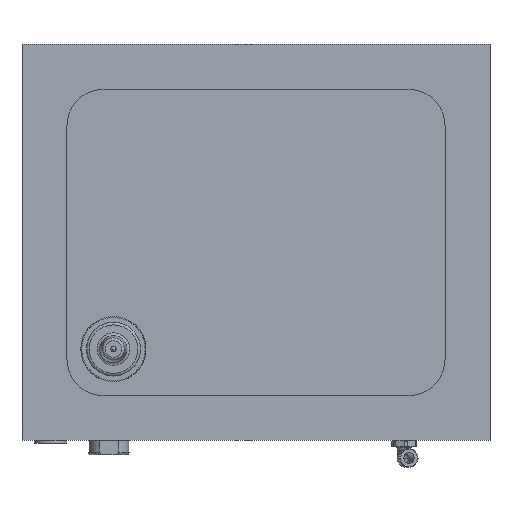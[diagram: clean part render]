
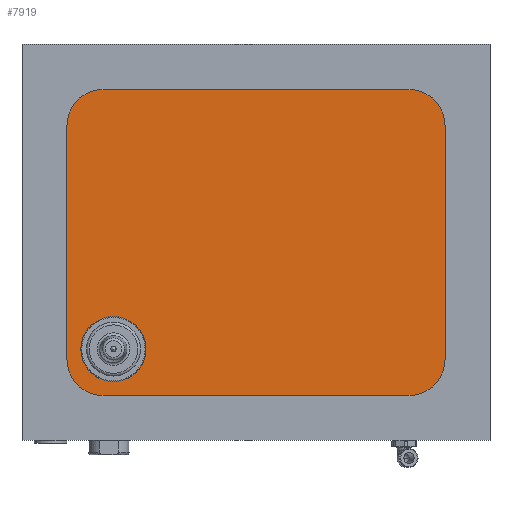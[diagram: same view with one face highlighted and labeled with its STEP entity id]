
A CAD part, front view. The second image highlights one B-rep face of the part: STEP entity #7919.
In plain terms, the highlighted planar face has unit normal (0, -1, 0).
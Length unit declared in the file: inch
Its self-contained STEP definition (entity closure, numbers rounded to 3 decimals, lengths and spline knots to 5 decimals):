
#167=LINE('',#11690,#965);
#169=LINE('',#11695,#967);
#172=LINE('',#11701,#970);
#176=LINE('',#11708,#974);
#965=VECTOR('',#9305,5.11811);
#967=VECTOR('',#9309,6.69291);
#970=VECTOR('',#9314,5.11811);
#974=VECTOR('',#9320,6.69291);
#1902=PLANE('',#8396);
#2152=FACE_BOUND('',#2732,.T.);
#2267=FACE_OUTER_BOUND('',#2731,.T.);
#2731=EDGE_LOOP('',(#5630,#5631,#5632,#5633,#5634,#5635,#5636,#5637));
#2732=EDGE_LOOP('',(#5638));
#3188=CIRCLE('',#8318,0.59);
#3216=CIRCLE('',#8397,0.7874);
#3217=CIRCLE('',#8398,0.7874);
#3218=CIRCLE('',#8399,0.7874);
#3219=CIRCLE('',#8400,0.7874);
#3508=VERTEX_POINT('',#11430);
#3577=VERTEX_POINT('',#11687);
#3578=VERTEX_POINT('',#11689);
#3579=VERTEX_POINT('',#11693);
#3580=VERTEX_POINT('',#11694);
#3581=VERTEX_POINT('',#11699);
#3582=VERTEX_POINT('',#11700);
#3583=VERTEX_POINT('',#11705);
#3584=VERTEX_POINT('',#11707);
#4291=EDGE_CURVE('',#3508,#3508,#3188,.T.);
#4385=EDGE_CURVE('',#3578,#3577,#167,.T.);
#4387=EDGE_CURVE('',#3579,#3580,#169,.T.);
#4390=EDGE_CURVE('',#3581,#3582,#172,.T.);
#4394=EDGE_CURVE('',#3584,#3583,#176,.T.);
#4396=EDGE_CURVE('',#3583,#3581,#3216,.T.);
#4397=EDGE_CURVE('',#3582,#3579,#3217,.T.);
#4398=EDGE_CURVE('',#3580,#3578,#3218,.T.);
#4399=EDGE_CURVE('',#3577,#3584,#3219,.T.);
#5630=ORIENTED_EDGE('',*,*,#4394,.T.);
#5631=ORIENTED_EDGE('',*,*,#4396,.T.);
#5632=ORIENTED_EDGE('',*,*,#4390,.T.);
#5633=ORIENTED_EDGE('',*,*,#4397,.T.);
#5634=ORIENTED_EDGE('',*,*,#4387,.T.);
#5635=ORIENTED_EDGE('',*,*,#4398,.T.);
#5636=ORIENTED_EDGE('',*,*,#4385,.T.);
#5637=ORIENTED_EDGE('',*,*,#4399,.T.);
#5638=ORIENTED_EDGE('',*,*,#4291,.T.);
#7919=ADVANCED_FACE('',(#2267,#2152),#1902,.F.);
#8318=AXIS2_PLACEMENT_3D('',#11431,#9092,#9093);
#8396=AXIS2_PLACEMENT_3D('',#11710,#9322,#9323);
#8397=AXIS2_PLACEMENT_3D('',#11711,#9324,#9325);
#8398=AXIS2_PLACEMENT_3D('',#11712,#9326,#9327);
#8399=AXIS2_PLACEMENT_3D('',#11713,#9328,#9329);
#8400=AXIS2_PLACEMENT_3D('',#11714,#9330,#9331);
#9092=DIRECTION('center_axis',(0.,1.,0.));
#9093=DIRECTION('ref_axis',(-1.,0.,0.));
#9305=DIRECTION('',(0.,0.,-1.));
#9309=DIRECTION('',(-1.,0.,0.));
#9314=DIRECTION('',(0.,0.,1.));
#9320=DIRECTION('',(1.,0.,0.));
#9322=DIRECTION('center_axis',(0.,1.,0.));
#9323=DIRECTION('ref_axis',(0.,0.,1.));
#9324=DIRECTION('center_axis',(0.,-1.,0.));
#9325=DIRECTION('ref_axis',(0.,0.,1.));
#9326=DIRECTION('center_axis',(0.,-1.,0.));
#9327=DIRECTION('ref_axis',(0.,0.,1.));
#9328=DIRECTION('center_axis',(0.,-1.,0.));
#9329=DIRECTION('ref_axis',(0.,0.,1.));
#9330=DIRECTION('center_axis',(0.,-1.,0.));
#9331=DIRECTION('ref_axis',(0.,0.,1.));
#11430=CARTESIAN_POINT('',(-2.52811,0.23622,-2.33071));
#11431=CARTESIAN_POINT('Origin',(-3.11811,0.23622,-2.33071));
#11687=CARTESIAN_POINT('',(-4.13386,0.23622,-2.55906));
#11689=CARTESIAN_POINT('',(-4.13386,0.23622,2.55906));
#11690=CARTESIAN_POINT('',(-4.13386,0.23622,2.55906));
#11693=CARTESIAN_POINT('',(3.34646,0.23622,3.34646));
#11694=CARTESIAN_POINT('',(-3.34646,0.23622,3.34646));
#11695=CARTESIAN_POINT('',(3.34646,0.23622,3.34646));
#11699=CARTESIAN_POINT('',(4.13386,0.23622,-2.55906));
#11700=CARTESIAN_POINT('',(4.13386,0.23622,2.55906));
#11701=CARTESIAN_POINT('',(4.13386,0.23622,-2.55906));
#11705=CARTESIAN_POINT('',(3.34646,0.23622,-3.34646));
#11707=CARTESIAN_POINT('',(-3.34646,0.23622,-3.34646));
#11708=CARTESIAN_POINT('',(-3.34646,0.23622,-3.34646));
#11710=CARTESIAN_POINT('Origin',(-4.13386,0.23622,3.34646));
#11711=CARTESIAN_POINT('Origin',(3.34646,0.23622,-2.55906));
#11712=CARTESIAN_POINT('Origin',(3.34646,0.23622,2.55906));
#11713=CARTESIAN_POINT('Origin',(-3.34646,0.23622,2.55906));
#11714=CARTESIAN_POINT('Origin',(-3.34646,0.23622,-2.55906));
